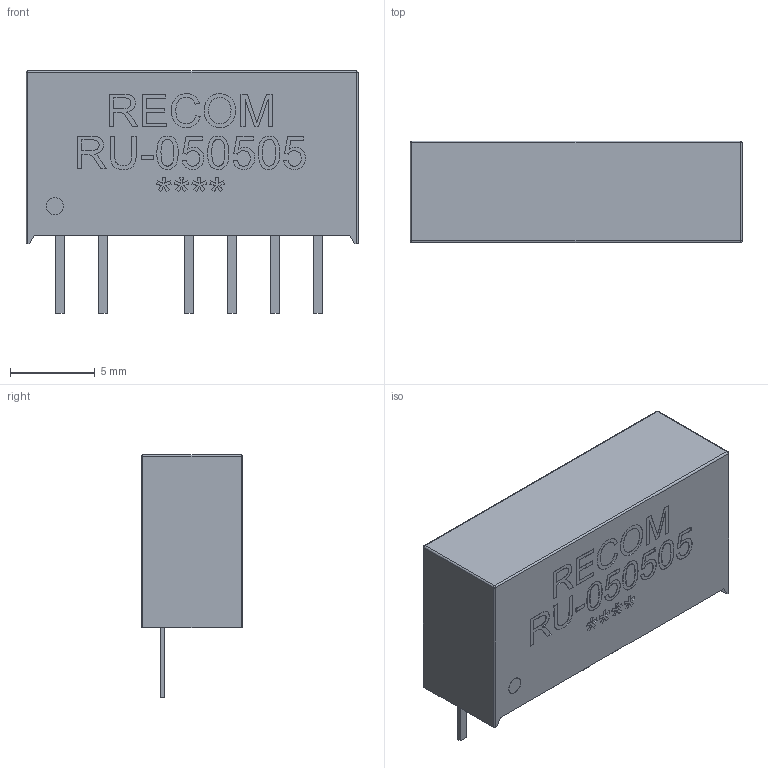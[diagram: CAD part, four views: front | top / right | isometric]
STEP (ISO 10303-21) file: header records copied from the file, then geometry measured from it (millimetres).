
FILE_DESCRIPTION( ( 'Unknown' ), '1' );
FILE_NAME( 'SIP7-4567_RU.stp', 'Unknown', ( 'Unknown' ), ( 'Unknown' ), 'XStep 1.0', 'Unknown', ' ' );
FILE_SCHEMA( ( 'automotive_design' ) );
Length unit declared in the file: millimetre
Products named in the file (1): 1
Bounding box: 19.6 x 6 x 14.3 mm (x, y, z)
Volume: 1144.6 mm3; surface area: 782.8 mm2
Topology: 1 solids, 1 shells, 228 faces, 577 edges, 378 vertices
Faces by surface type: plane 147, extrusion 68, cylinder 9, sphere 4
Full cylindrical faces by diameter (mm): 1 x1
Entity records: 10348 total; most frequent: CARTESIAN_POINT 3645, ORIENTED_EDGE 1128, DIRECTION 672, EDGE_CURVE 564, VERTEX_POINT 378, B_SPLINE_CURVE_WITH_KNOTS 368, VECTOR 314, EDGE_LOOP 268
